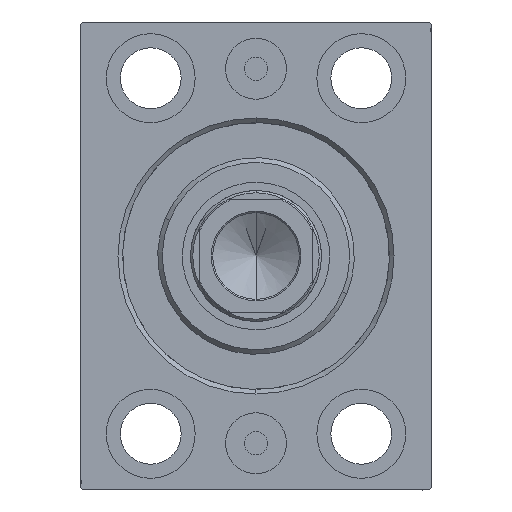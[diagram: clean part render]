
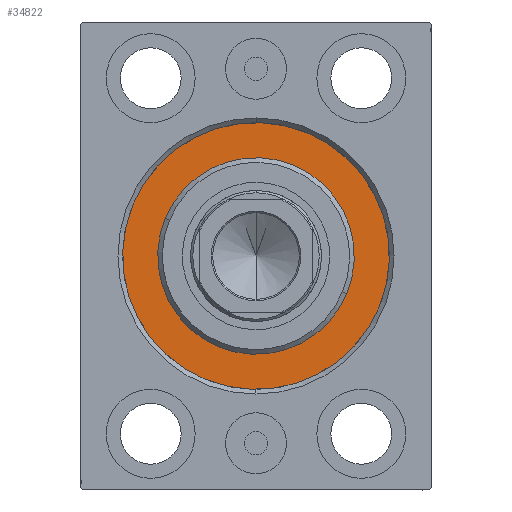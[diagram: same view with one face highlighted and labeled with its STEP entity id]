
A CAD part, left-side view. The second image highlights one B-rep face of the part: STEP entity #34822.
In plain terms, the highlighted face is planar.
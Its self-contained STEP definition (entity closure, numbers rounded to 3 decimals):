
#1086 = AXIS2_PLACEMENT_3D ( 'NONE', #13865, #17178, #16285 ) ;
#1324 = AXIS2_PLACEMENT_3D ( 'NONE', #4783, #18283, #31811 ) ;
#1516 = EDGE_CURVE ( 'NONE', #34455, #36426, #35289, .T. ) ;
#3073 = CIRCLE ( 'NONE', #32857, 28.5 ) ;
#3746 = EDGE_LOOP ( 'NONE', ( #5706, #22231 ) ) ;
#3879 = CIRCLE ( 'NONE', #1086, 28.5 ) ;
#4056 = CARTESIAN_POINT ( 'NONE',  ( 0., 0., 0. ) ) ;
#4278 = CARTESIAN_POINT ( 'NONE',  ( 0., 0., -28.5 ) ) ;
#4783 = CARTESIAN_POINT ( 'NONE',  ( 0., 0., 0. ) ) ;
#5156 = DIRECTION ( 'NONE',  ( -1., 0., 0. ) ) ;
#5706 = ORIENTED_EDGE ( 'NONE', *, *, #25698, .F. ) ;
#7861 = CARTESIAN_POINT ( 'NONE',  ( 0., 0., -21. ) ) ;
#12513 = CARTESIAN_POINT ( 'NONE',  ( 0., 0., 21. ) ) ;
#13865 = CARTESIAN_POINT ( 'NONE',  ( 0., 0., 0. ) ) ;
#14234 = DIRECTION ( 'NONE',  ( 0., 0., -1. ) ) ;
#14497 = AXIS2_PLACEMENT_3D ( 'NONE', #4056, #17552, #14234 ) ;
#15121 = DIRECTION ( 'NONE',  ( -1., 0., 0. ) ) ;
#16285 = DIRECTION ( 'NONE',  ( 0., 0., 1. ) ) ;
#16418 = AXIS2_PLACEMENT_3D ( 'NONE', #22418, #5156, #35948 ) ;
#17178 = DIRECTION ( 'NONE',  ( -1., 0., 0. ) ) ;
#17552 = DIRECTION ( 'NONE',  ( 1., 0., 0. ) ) ;
#18283 = DIRECTION ( 'NONE',  ( 1., 0., 0. ) ) ;
#19147 = VERTEX_POINT ( 'NONE', #4278 ) ;
#19813 = EDGE_LOOP ( 'NONE', ( #41576, #30808 ) ) ;
#21392 = VERTEX_POINT ( 'NONE', #25510 ) ;
#22231 = ORIENTED_EDGE ( 'NONE', *, *, #25303, .F. ) ;
#22416 = CARTESIAN_POINT ( 'NONE',  ( 0., 0., 0. ) ) ;
#22418 = CARTESIAN_POINT ( 'NONE',  ( 0., 0., 0. ) ) ;
#24833 = EDGE_CURVE ( 'NONE', #36426, #34455, #37122, .T. ) ;
#25303 = EDGE_CURVE ( 'NONE', #21392, #19147, #3879, .T. ) ;
#25510 = CARTESIAN_POINT ( 'NONE',  ( 0., 0., 28.5 ) ) ;
#25698 = EDGE_CURVE ( 'NONE', #19147, #21392, #3073, .T. ) ;
#29080 = FACE_BOUND ( 'NONE', #19813, .T. ) ;
#30808 = ORIENTED_EDGE ( 'NONE', *, *, #1516, .F. ) ;
#31811 = DIRECTION ( 'NONE',  ( 0., 0., -1. ) ) ;
#32857 = AXIS2_PLACEMENT_3D ( 'NONE', #22416, #15121, #42176 ) ;
#34455 = VERTEX_POINT ( 'NONE', #7861 ) ;
#34822 = ADVANCED_FACE ( 'NONE', ( #29080, #42396 ), #39069, .F. ) ;
#35289 = CIRCLE ( 'NONE', #1324, 21. ) ;
#35948 = DIRECTION ( 'NONE',  ( 0., 0., 1. ) ) ;
#36426 = VERTEX_POINT ( 'NONE', #12513 ) ;
#37122 = CIRCLE ( 'NONE', #14497, 21. ) ;
#39069 = PLANE ( 'NONE',  #16418 ) ;
#41576 = ORIENTED_EDGE ( 'NONE', *, *, #24833, .F. ) ;
#42176 = DIRECTION ( 'NONE',  ( 0., 0., 1. ) ) ;
#42396 = FACE_OUTER_BOUND ( 'NONE', #3746, .T. ) ;
